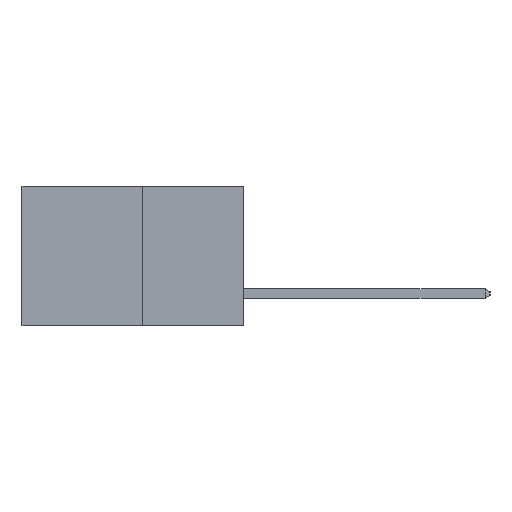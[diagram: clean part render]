
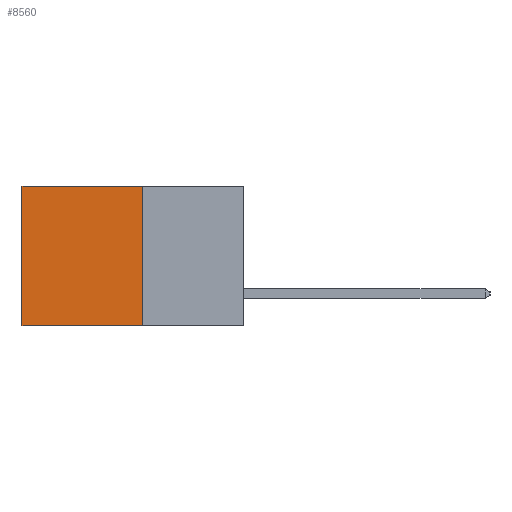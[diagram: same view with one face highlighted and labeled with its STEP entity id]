
A CAD part, left-side view. The second image highlights one B-rep face of the part: STEP entity #8560.
In plain terms, the highlighted planar face has unit normal (-1, 0, 0).
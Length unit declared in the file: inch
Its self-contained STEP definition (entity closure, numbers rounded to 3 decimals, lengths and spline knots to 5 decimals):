
#11 = CARTESIAN_POINT ( 'NONE',  ( 0.277, 0.59, -0.37 ) ) ;
#314 = VECTOR ( 'NONE', #10792, 39.37008 ) ;
#482 = CARTESIAN_POINT ( 'NONE',  ( 0.277, 0.27, -0.37 ) ) ;
#603 = CARTESIAN_POINT ( 'NONE',  ( 0.277, 0.59, 0. ) ) ;
#1020 = CARTESIAN_POINT ( 'NONE',  ( 0.277, 0.27, -0.37 ) ) ;
#1352 = DIRECTION ( 'NONE',  ( 0., 1., 0. ) ) ;
#2182 = VERTEX_POINT ( 'NONE', #603 ) ;
#2699 = DIRECTION ( 'NONE',  ( 0., 0., -1. ) ) ;
#3614 = CARTESIAN_POINT ( 'NONE',  ( 0.277, 0.27, 0. ) ) ;
#4903 = LINE ( 'NONE', #1020, #10866 ) ;
#5058 = ORIENTED_EDGE ( 'NONE', *, *, #12137, .F. ) ;
#5272 = VECTOR ( 'NONE', #8103, 39.37008 ) ;
#5529 = EDGE_CURVE ( 'NONE', #6641, #14841, #4903, .T. ) ;
#5932 = EDGE_CURVE ( 'NONE', #13295, #2182, #11571, .T. ) ;
#6366 = CARTESIAN_POINT ( 'NONE',  ( 0.277, 0.27, -0.37 ) ) ;
#6641 = VERTEX_POINT ( 'NONE', #482 ) ;
#7263 = AXIS2_PLACEMENT_3D ( 'NONE', #6366, #11540, #12328 ) ;
#7427 = LINE ( 'NONE', #9632, #314 ) ;
#7632 = CARTESIAN_POINT ( 'NONE',  ( 0.277, 0.59, -0.37 ) ) ;
#7773 = LINE ( 'NONE', #11, #13521 ) ;
#8103 = DIRECTION ( 'NONE',  ( 0., 1., 0. ) ) ;
#8560 = ADVANCED_FACE ( 'NONE', ( #9119 ), #11646, .F. ) ;
#9119 = FACE_OUTER_BOUND ( 'NONE', #12899, .T. ) ;
#9632 = CARTESIAN_POINT ( 'NONE',  ( 0.277, 0.27, -0.37 ) ) ;
#10588 = CARTESIAN_POINT ( 'NONE',  ( 0.277, 0.27, 0. ) ) ;
#10792 = DIRECTION ( 'NONE',  ( 0., 0., -1. ) ) ;
#10866 = VECTOR ( 'NONE', #1352, 39.37008 ) ;
#11026 = ORIENTED_EDGE ( 'NONE', *, *, #5529, .F. ) ;
#11540 = DIRECTION ( 'NONE',  ( 1., 0., 0. ) ) ;
#11571 = LINE ( 'NONE', #3614, #5272 ) ;
#11646 = PLANE ( 'NONE',  #7263 ) ;
#12137 = EDGE_CURVE ( 'NONE', #13295, #6641, #7427, .T. ) ;
#12328 = DIRECTION ( 'NONE',  ( 0., 0., -1. ) ) ;
#12899 = EDGE_LOOP ( 'NONE', ( #13290, #11026, #5058, #15325 ) ) ;
#12945 = EDGE_CURVE ( 'NONE', #2182, #14841, #7773, .T. ) ;
#13290 = ORIENTED_EDGE ( 'NONE', *, *, #12945, .T. ) ;
#13295 = VERTEX_POINT ( 'NONE', #10588 ) ;
#13521 = VECTOR ( 'NONE', #2699, 39.37008 ) ;
#14841 = VERTEX_POINT ( 'NONE', #7632 ) ;
#15325 = ORIENTED_EDGE ( 'NONE', *, *, #5932, .T. ) ;
